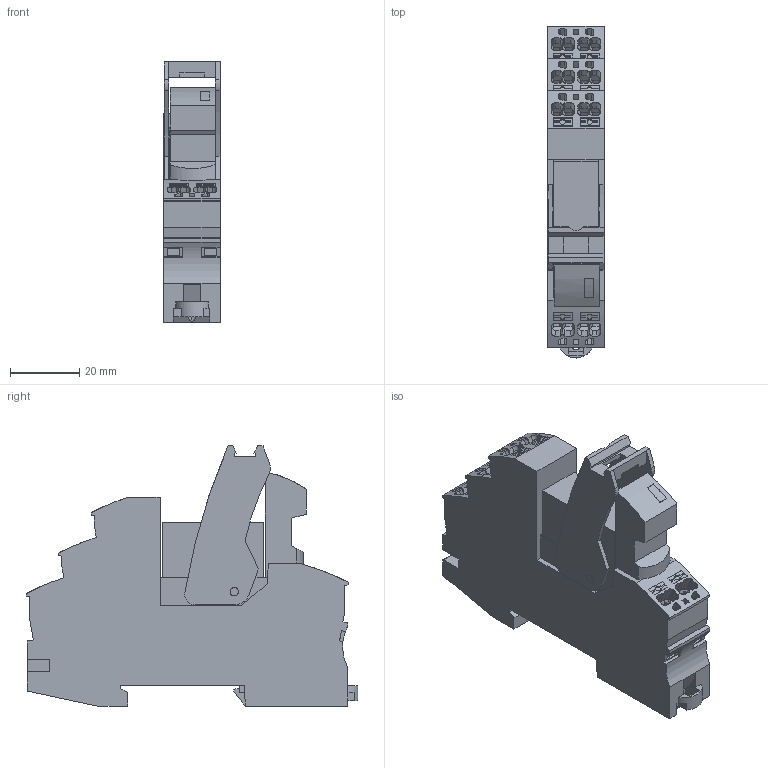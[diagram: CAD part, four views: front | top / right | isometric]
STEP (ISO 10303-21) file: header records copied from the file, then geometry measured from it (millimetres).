
FILE_DESCRIPTION(('Creo Elements/Direct Modeling STEP Export'),'2;1');
FILE_NAME('model.stp','2020-05-29T 0:09:28',(''),(''),'Creo Elements/Direct Modeling STEP processor for AP214 (Solid Model)','Creo Elements/Direct Modeling 20.1A 29-Sep-2018 (C) Parametric Technology GmbH','');
FILE_SCHEMA(('AUTOMOTIVE_DESIGN { 1 0 10303 214 1 1 1 1 }'));
Length unit declared in the file: millimetre
Products named in the file (5): REL-MR-29x16x13-select; RIF-1-BPT-16-SOC15-select; RIF-LED-Modul_STM02_-select; RIF-RH-1-HEB05-select; RIF-1-PT-16-WH_Relais-STM02-group-select
Assembly tree (4 placements, depth 2):
  RIF-1-PT-16-WH_Relais-STM02-group-select
    RIF-RH-1-HEB05-select
    RIF-LED-Modul_STM02_-select
    RIF-1-BPT-16-SOC15-select
    REL-MR-29x16x13-select
Bounding box: 16.35 x 95.67 x 75.05 mm (x, y, z)
Volume: 66575.4 mm3; surface area: 25026.7 mm2
Topology: 4 solids, 4 shells, 958 faces, 2655 edges, 1765 vertices
Faces by surface type: plane 761, cylinder 166, extrusion 17, bspline 12, cone 2
Entity records: 47241 total; most frequent: CARTESIAN_POINT 15375, ORIENTED_EDGE 5310, DIRECTION 4447, EDGE_CURVE 2655, VECTOR 1985, LINE 1964, VERTEX_POINT 1765, AXIS2_PLACEMENT_3D 1231
